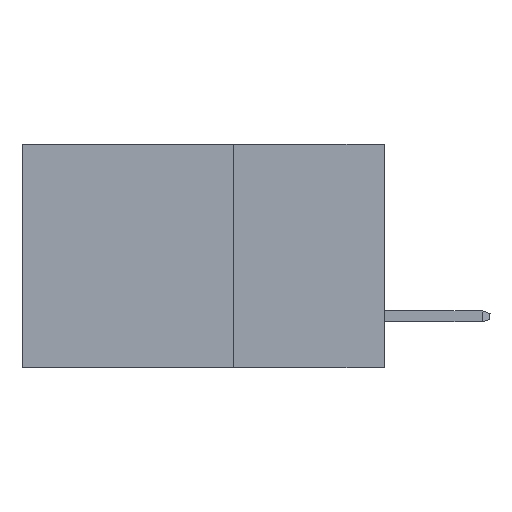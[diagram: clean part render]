
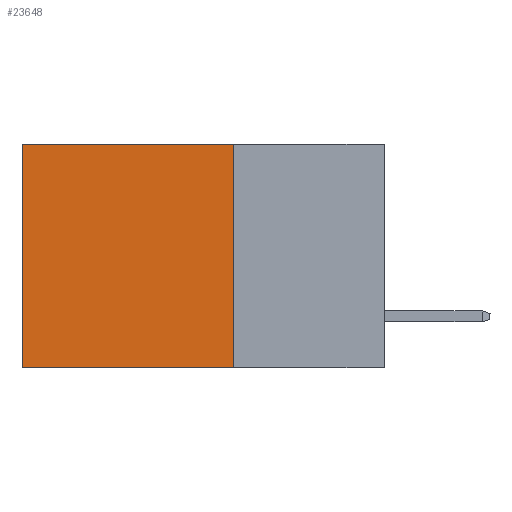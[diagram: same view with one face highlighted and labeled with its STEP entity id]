
A CAD part, left-side view. The second image highlights one B-rep face of the part: STEP entity #23648.
In plain terms, the highlighted planar face has unit normal (-1, 0, 0).
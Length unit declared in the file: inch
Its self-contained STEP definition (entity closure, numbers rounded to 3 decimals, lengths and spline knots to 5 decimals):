
#66 = CARTESIAN_POINT ( 'NONE',  ( 0.2615, 0.25, -0.37 ) ) ;
#1001 = EDGE_CURVE ( 'NONE', #17648, #7265, #18889, .T. ) ;
#1077 = DIRECTION ( 'NONE',  ( 0., 0., -1. ) ) ;
#1145 = EDGE_CURVE ( 'NONE', #3055, #3798, #15981, .T. ) ;
#2265 = LINE ( 'NONE', #3083, #16483 ) ;
#2505 = EDGE_CURVE ( 'NONE', #7265, #3798, #9951, .T. ) ;
#2832 = PLANE ( 'NONE',  #12289 ) ;
#3055 = VERTEX_POINT ( 'NONE', #66 ) ;
#3083 = CARTESIAN_POINT ( 'NONE',  ( 0.2615, 0.25, -0.37 ) ) ;
#3553 = CARTESIAN_POINT ( 'NONE',  ( 0.2615, 0.6, 0. ) ) ;
#3798 = VERTEX_POINT ( 'NONE', #16334 ) ;
#4071 = VECTOR ( 'NONE', #19811, 39.37008 ) ;
#4816 = CARTESIAN_POINT ( 'NONE',  ( 0.2615, 0.25, 0. ) ) ;
#6819 = DIRECTION ( 'NONE',  ( 0., 0., -1. ) ) ;
#7265 = VERTEX_POINT ( 'NONE', #3553 ) ;
#9037 = CARTESIAN_POINT ( 'NONE',  ( 0.2615, 0.25, -0.37 ) ) ;
#9867 = VECTOR ( 'NONE', #19062, 39.37008 ) ;
#9951 = LINE ( 'NONE', #16726, #19813 ) ;
#11588 = CARTESIAN_POINT ( 'NONE',  ( 0.2615, 0.25, 0. ) ) ;
#11849 = ORIENTED_EDGE ( 'NONE', *, *, #1001, .T. ) ;
#12154 = DIRECTION ( 'NONE',  ( 1., 0., 0. ) ) ;
#12163 = ORIENTED_EDGE ( 'NONE', *, *, #1145, .F. ) ;
#12289 = AXIS2_PLACEMENT_3D ( 'NONE', #19554, #12154, #1077 ) ;
#14078 = EDGE_LOOP ( 'NONE', ( #22155, #12163, #16372, #11849 ) ) ;
#15981 = LINE ( 'NONE', #9037, #9867 ) ;
#16334 = CARTESIAN_POINT ( 'NONE',  ( 0.2615, 0.6, -0.37 ) ) ;
#16372 = ORIENTED_EDGE ( 'NONE', *, *, #23711, .F. ) ;
#16483 = VECTOR ( 'NONE', #6819, 39.37008 ) ;
#16726 = CARTESIAN_POINT ( 'NONE',  ( 0.2615, 0.6, -0.37 ) ) ;
#16865 = DIRECTION ( 'NONE',  ( 0., 0., -1. ) ) ;
#17648 = VERTEX_POINT ( 'NONE', #11588 ) ;
#18212 = FACE_OUTER_BOUND ( 'NONE', #14078, .T. ) ;
#18889 = LINE ( 'NONE', #4816, #4071 ) ;
#19062 = DIRECTION ( 'NONE',  ( 0., 1., 0. ) ) ;
#19554 = CARTESIAN_POINT ( 'NONE',  ( 0.2615, 0.25, -0.37 ) ) ;
#19811 = DIRECTION ( 'NONE',  ( 0., 1., 0. ) ) ;
#19813 = VECTOR ( 'NONE', #16865, 39.37008 ) ;
#22155 = ORIENTED_EDGE ( 'NONE', *, *, #2505, .T. ) ;
#23648 = ADVANCED_FACE ( 'NONE', ( #18212 ), #2832, .F. ) ;
#23711 = EDGE_CURVE ( 'NONE', #17648, #3055, #2265, .T. ) ;
